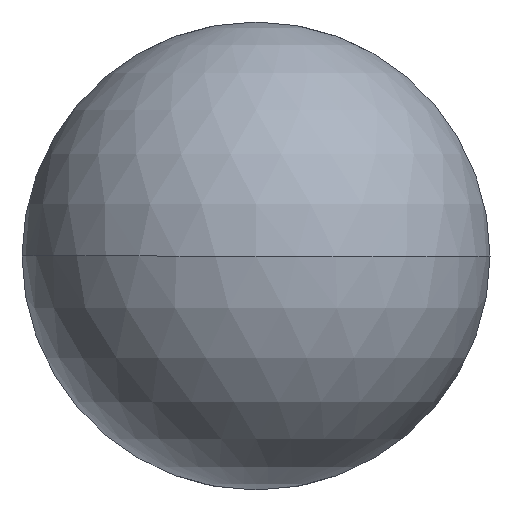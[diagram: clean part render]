
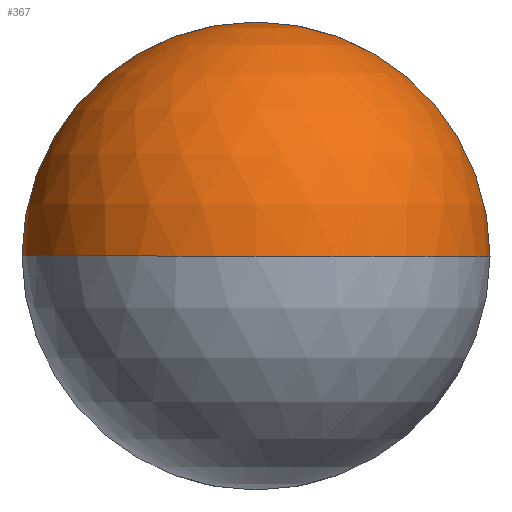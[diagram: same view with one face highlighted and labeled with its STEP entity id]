
A CAD part, front view. The second image highlights one B-rep face of the part: STEP entity #367.
In plain terms, the highlighted spherical face has radius 7.938 mm.
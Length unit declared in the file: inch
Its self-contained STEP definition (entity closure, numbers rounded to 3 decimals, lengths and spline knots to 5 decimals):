
#13 = VERTEX_POINT ( 'NONE', #170 ) ;
#20 = DIRECTION ( 'NONE',  ( 0., 0., -1. ) ) ;
#21 = DIRECTION ( 'NONE',  ( 0., 0., 1. ) ) ;
#35 = VERTEX_POINT ( 'NONE', #85 ) ;
#37 = AXIS2_PLACEMENT_3D ( 'NONE', #128, #254, #196 ) ;
#39 = AXIS2_PLACEMENT_3D ( 'NONE', #329, #354, #302 ) ;
#58 = EDGE_LOOP ( 'NONE', ( #135, #252, #325, #180 ) ) ;
#59 = EDGE_CURVE ( 'NONE', #13, #65, #144, .T. ) ;
#65 = VERTEX_POINT ( 'NONE', #246 ) ;
#85 = CARTESIAN_POINT ( 'NONE',  ( 0., 0., 0. ) ) ;
#96 = EDGE_CURVE ( 'NONE', #65, #284, #310, .T. ) ;
#105 = EDGE_CURVE ( 'NONE', #284, #35, #139, .T. ) ;
#122 = DIRECTION ( 'NONE',  ( 0., 0., -1. ) ) ;
#128 = CARTESIAN_POINT ( 'NONE',  ( 0., 0.3125, 0. ) ) ;
#135 = ORIENTED_EDGE ( 'NONE', *, *, #96, .T. ) ;
#139 = CIRCLE ( 'NONE', #39, 0.3125 ) ;
#144 = CIRCLE ( 'NONE', #265, 0.3125 ) ;
#170 = CARTESIAN_POINT ( 'NONE',  ( 0.3125, 0.3125, 0. ) ) ;
#174 = AXIS2_PLACEMENT_3D ( 'NONE', #244, #21, #363 ) ;
#180 = ORIENTED_EDGE ( 'NONE', *, *, #59, .T. ) ;
#186 = CARTESIAN_POINT ( 'NONE',  ( 0., 0.3125, 0. ) ) ;
#196 = DIRECTION ( 'NONE',  ( -1., 0., 0. ) ) ;
#197 = AXIS2_PLACEMENT_3D ( 'NONE', #186, #304, #122 ) ;
#209 = EDGE_CURVE ( 'NONE', #13, #35, #249, .T. ) ;
#210 = DIRECTION ( 'NONE',  ( 0., -1., 0. ) ) ;
#244 = CARTESIAN_POINT ( 'NONE',  ( 0., 0.3125, 0. ) ) ;
#246 = CARTESIAN_POINT ( 'NONE',  ( 0., 0.3125, 0.3125 ) ) ;
#249 = CIRCLE ( 'NONE', #37, 0.3125 ) ;
#252 = ORIENTED_EDGE ( 'NONE', *, *, #105, .T. ) ;
#254 = DIRECTION ( 'NONE',  ( 0., 0., -1. ) ) ;
#265 = AXIS2_PLACEMENT_3D ( 'NONE', #275, #210, #20 ) ;
#275 = CARTESIAN_POINT ( 'NONE',  ( 0., 0.3125, 0. ) ) ;
#284 = VERTEX_POINT ( 'NONE', #351 ) ;
#298 = SPHERICAL_SURFACE ( 'NONE', #174, 0.3125 ) ;
#302 = DIRECTION ( 'NONE',  ( 1., 0., 0. ) ) ;
#303 = FACE_OUTER_BOUND ( 'NONE', #58, .T. ) ;
#304 = DIRECTION ( 'NONE',  ( 0., -1., 0. ) ) ;
#310 = CIRCLE ( 'NONE', #197, 0.3125 ) ;
#325 = ORIENTED_EDGE ( 'NONE', *, *, #209, .F. ) ;
#329 = CARTESIAN_POINT ( 'NONE',  ( 0., 0.3125, 0. ) ) ;
#351 = CARTESIAN_POINT ( 'NONE',  ( -0.3125, 0.3125, 0. ) ) ;
#354 = DIRECTION ( 'NONE',  ( 0., 0., 1. ) ) ;
#363 = DIRECTION ( 'NONE',  ( 1., 0., 0. ) ) ;
#367 = ADVANCED_FACE ( 'NONE', ( #303 ), #298, .T. ) ;
